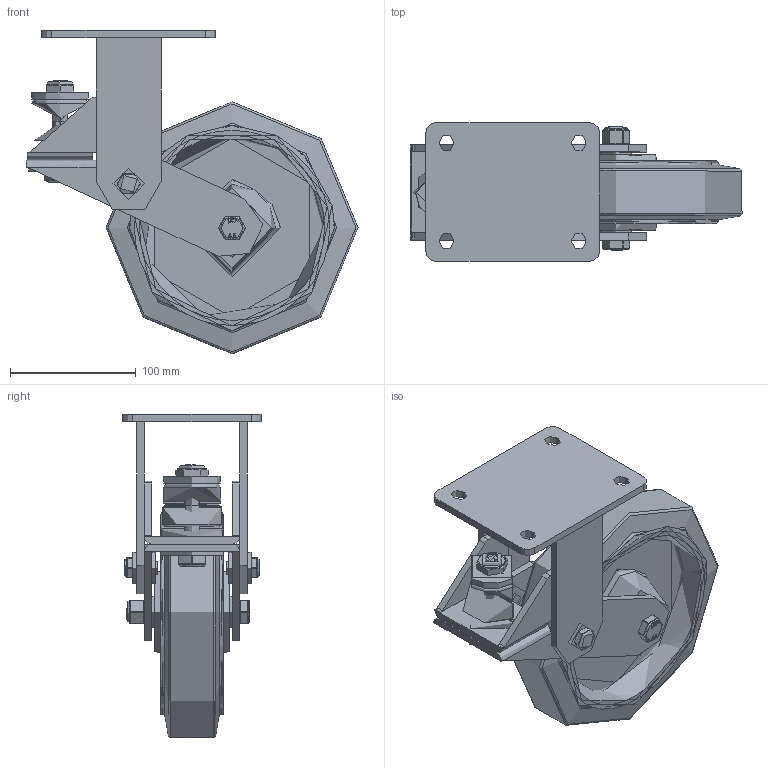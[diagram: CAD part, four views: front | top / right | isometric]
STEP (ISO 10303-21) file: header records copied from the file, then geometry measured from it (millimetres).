
FILE_DESCRIPTION(/* description */ (''),/* implementation_level */ '2;1');
FILE_NAME(/* name */ 'BZKFL200CUBJSPR.step',/* time_stamp */ '2025-05-29T12:39:31+01:00',/* author */ (''),/* organization */ (''),/* preprocessor_version */ 'ST-DEVELOPER v20.1',/* originating_system */ 'Autodesk Translation Framework v14.10.0.0',/* authorisation */ '');
FILE_SCHEMA (('AUTOMOTIVE_DESIGN { 1 0 10303 214 3 1 1 }'));
Products named in the file (40): BZKFL200CUBJSPR; BZKFL200ASSPR v1; BZKFL200ASSPR200; FABRICATED STEEL BRACKET; FORKS; BOLT; WASHER; Component2; Component1; WASHERS; BOLT2; RUBBER SPRING; SPRING; SPRING TOP; NUT; BZHL200WCUBJM20 v1; ELASTIC SPEED RUBBER TYRE; CAST IRON RIM; BEARING6204; BEARING62042; BALL BEARINGS; BEARING6204 (1); BEARING62042 (1); BALL BEARINGS (1); Component3; INNER; OUTER; MIDDLE; RUBBER; BEARING SPACER; TH20X2X12 v1; ZINC PLATED HEADED SPACER; TH20X2X12 v1 (1); ZINC PLATED HEADED SPACER (1); HEXBOLTM12X90Z8.8 v2; GRADE 8.8 ZINC PLATED BOLT; NYLOCM12Z14MM v1; NYLOC NUT; NUT (1); RUBBER (1)
Assembly tree (59 placements, depth 6):
  BZKFL200CUBJSPR
    BZKFL200ASSPR v1
      BZKFL200ASSPR200
      FABRICATED STEEL BRACKET
        FORKS
        BOLT
        WASHER
        Component2
        Component1
        BOLT2  x2
        WASHERS
      RUBBER SPRING
        SPRING
        SPRING TOP
        NUT
    BZHL200WCUBJM20 v1
      ELASTIC SPEED RUBBER TYRE
      CAST IRON RIM
      BEARING6204
        BEARING62042
          INNER
          OUTER
          BALL BEARINGS
            Component3  x8
          MIDDLE
          RUBBER
      BEARING6204 (1)
        BEARING62042 (1)
          BALL BEARINGS (1)
            Component3  x8
          INNER
          OUTER
          MIDDLE
          RUBBER
      BEARING SPACER
    TH20X2X12 v1
      ZINC PLATED HEADED SPACER
    TH20X2X12 v1 (1)
      ZINC PLATED HEADED SPACER (1)
    HEXBOLTM12X90Z8.8 v2
      GRADE 8.8 ZINC PLATED BOLT
    NYLOCM12Z14MM v1
      NYLOC NUT
        NUT (1)
        RUBBER (1)
Bounding box: 263.51 x 110 x 257 mm (x, y, z)
Volume: 1338880.2 mm3; surface area: 378822.6 mm2
Topology: 48 solids, 48 shells, 1258 faces, 3146 edges, 2064 vertices
Faces by surface type: plane 493, bspline 345, cylinder 286, sphere 84, torus 33, cone 17
Full cylindrical faces by diameter (mm): 9.836 x16, 10 x36, 11.834 x16, 12 x10, 12.1 x2, 12.2 x2, 14 x2, 15 x2, 17.75 x1, 18.5 x1, 19.8 x2, 20 x4, 21 x1, 25 x6, 27 x2, 28 x1, 28.5 x8, 30.8 x4, 31.3 x4, 37 x1, 40.3 x4, 40.5 x4, 40.8 x4, 42 x10, 45 x1, 47 x4, 50 x1, 147 x2, 155 x2, 163 x2
Entity records: 54706 total; most frequent: CARTESIAN_POINT 34059, ORIENTED_EDGE 4230, DIRECTION 3671, EDGE_CURVE 2115, VERTEX_POINT 1391, AXIS2_PLACEMENT_3D 1369, EDGE_LOOP 1036, LINE 933
